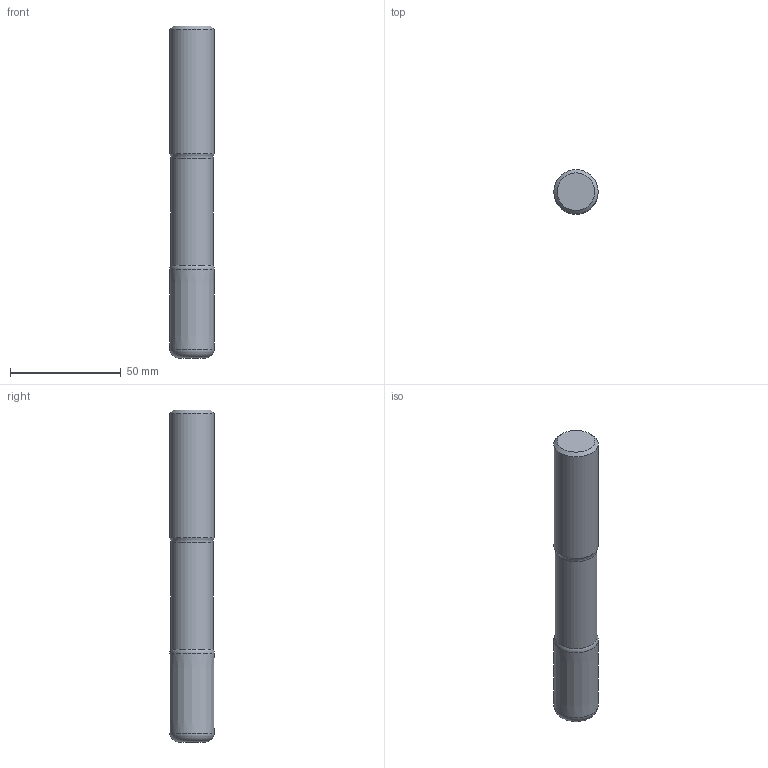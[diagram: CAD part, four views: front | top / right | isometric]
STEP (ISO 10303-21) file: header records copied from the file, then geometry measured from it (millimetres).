
FILE_DESCRIPTION(/* description */ (''),/* implementation_level */ '2;1');
FILE_NAME(/* name */ 'S4531-200E3R400.3Z3_Basic.stp',/* time_stamp */ '2024-04-29T15:08:06+06:00',/* author */ (''),/* organization */ (''),/* preprocessor_version */ 'ST-DEVELOPER v16.7',/* originating_system */ 'SIEMENS PLM Software NX 12.0',/* authorisation */ '');
FILE_SCHEMA (('AUTOMOTIVE_DESIGN { 1 0 10303 214 3 1 1 1 }'));
Length unit declared in the file: millimetre
Products named in the file (1): inpu58C462D2p5uf
Bounding box: 20 x 20 x 150 mm (x, y, z)
Volume: 45319.5 mm3; surface area: 10359.7 mm2
Topology: 2 solids, 2 shells, 11 faces, 17 edges, 11 vertices
Faces by surface type: plane 4, torus 3, cone 2, cylinder 2
Full cylindrical faces by diameter (mm): 19 x1, 20 x1
Entity records: 317 total; most frequent: CARTESIAN_POINT 67, DIRECTION 48, AXIS2_PLACEMENT_3D 24, EDGE_LOOP 18, ORIENTED_EDGE 18, FACE_BOUND 14, ADVANCED_FACE 11, VERTEX_POINT 9
